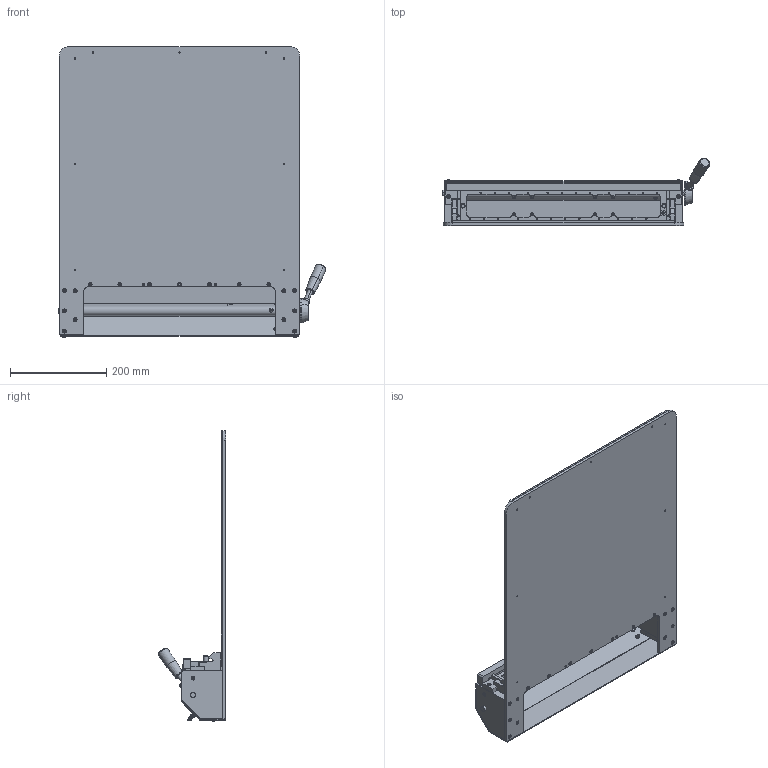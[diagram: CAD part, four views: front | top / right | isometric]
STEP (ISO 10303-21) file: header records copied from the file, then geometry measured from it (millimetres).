
FILE_DESCRIPTION (( 'STEP AP214' ), '1' );
FILE_NAME ('INGUN_32162.STEP', '2025-09-03T08:00:30', ( '' ), ( '' ), 'SwSTEP 2.0', 'SolidWorks 2023', '' );
FILE_SCHEMA (( 'AUTOMOTIVE_DESIGN' ));
Length unit declared in the file: millimetre
Products named in the file (38): DIN934~n_M04,0 A2; 112650~0_S; 32164~5_S; 100936~1_S; 32166~2_KUNDE<S>; 100436~2_S; 32264~3_KUNDE<S>; 112651~0_S; 32274~1_S; DIN125~n_04,3 M04,0 VA; 32269~7; 32270~0_KUNDE<S>; 2351~0; DIN125~n_03,2 M03,0 VA; 8302~4_KUNDE<Standard>; 32275~1; ISO7380~n_M04,0x008; 20202~0_Kontermutter_Abstand_3,4mm<Default>; 45219~0_S; 3538~0; 101120~2_S; 110222~0_S; 32262~2_KUNDE<S>; 32168~1_KUNDE<Default>; 32273~3_S; 32167~4_KUNDE<S>; DIN912~n_M04,0x020; ISO7380~n_M04,0x012; 37675~0_S; 32165~1_S; DIN6325~n_04,0m6x012; 32271~0_KUNDE<S>; DIN7991~n_M03,0x008; 32263~4_KUNDE<S>; DIN912~n_M04,0x010; 32169~4_KUNDE<S>; DIN912~n_M03,0x012; INGUN_32162
Assembly tree (104 placements, depth 3):
  INGUN_32162
    32166~2_KUNDE<S>
    32269~7
    32167~4_KUNDE<S>
    32263~4_KUNDE<S>
    32169~4_KUNDE<S>
    32262~2_KUNDE<S>
    32168~1_KUNDE<Default>  x2
    32264~3_KUNDE<S>
    32270~0_KUNDE<S>
    32271~0_KUNDE<S>
    101120~2_S
    100436~2_S
    32164~5_S
    32273~3_S  x2
    32274~1_S
    32165~1_S  x2
    100936~1_S  x2
    8302~4_KUNDE<Standard>
    32275~1
    2351~0
    37675~0_S
    45219~0_S
    112651~0_S
      112650~0_S
    3538~0
    DIN6325~n_04,0m6x012  x2
    DIN912~n_M04,0x010  x34
    ISO7380~n_M04,0x008  x6
    DIN7991~n_M03,0x008  x9
    110222~0_S  x5
    DIN912~n_M04,0x020
    DIN934~n_M04,0 A2  x5
    DIN125~n_04,3 M04,0 VA  x3
    DIN912~n_M03,0x012  x4
    ISO7380~n_M04,0x012  x4
    DIN125~n_03,2 M03,0 VA
    20202~0_Kontermutter_Abstand_3,4mm<Default>
Bounding box: 556.51 x 140.34 x 605.24 mm (x, y, z)
Volume: 3088426.6 mm3; surface area: 1137653.3 mm2
Topology: 108 solids, 108 shells, 3214 faces, 8030 edges, 5181 vertices
Faces by surface type: cylinder 1809, plane 857, cone 435, bspline 78, torus 26, sphere 9
Entity records: 55085 total; most frequent: CARTESIAN_POINT 13294, DIRECTION 7720, ORIENTED_EDGE 7198, EDGE_CURVE 3599, AXIS2_PLACEMENT_3D 2894, VERTEX_POINT 2350, LINE 1932, VECTOR 1932
